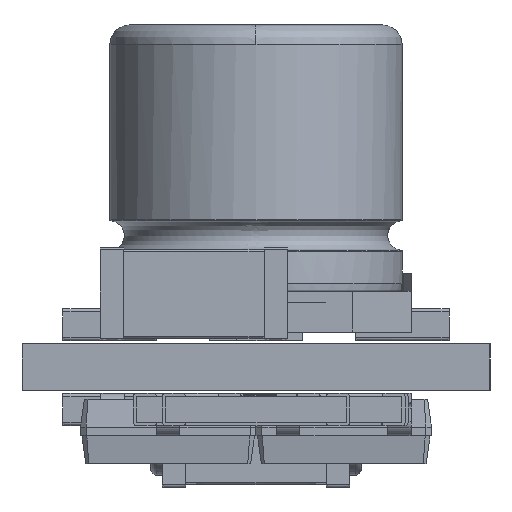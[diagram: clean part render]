
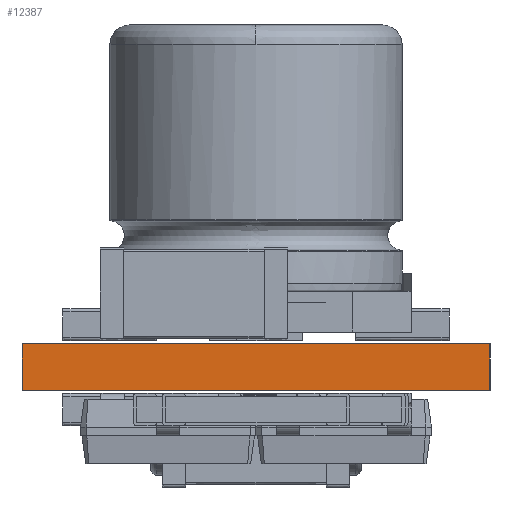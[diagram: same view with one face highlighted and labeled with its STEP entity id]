
A CAD part, left-side view. The second image highlights one B-rep face of the part: STEP entity #12387.
In plain terms, the highlighted planar face has unit normal (-1, 0, 0).
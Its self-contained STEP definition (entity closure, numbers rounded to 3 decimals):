
#12124 = EDGE_CURVE('',#12125,#12127,#12129,.T.);
#12125 = VERTEX_POINT('',#12126);
#12126 = CARTESIAN_POINT('',(0.,8.,0.));
#12127 = VERTEX_POINT('',#12128);
#12128 = CARTESIAN_POINT('',(0.,8.,0.8));
#12129 = SURFACE_CURVE('',#12130,(#12134,#12146),.PCURVE_S1.);
#12130 = LINE('',#12131,#12132);
#12131 = CARTESIAN_POINT('',(0.,8.,0.));
#12132 = VECTOR('',#12133,1.);
#12133 = DIRECTION('',(0.,0.,1.));
#12134 = PCURVE('',#12135,#12140);
#12135 = PLANE('',#12136);
#12136 = AXIS2_PLACEMENT_3D('',#12137,#12138,#12139);
#12137 = CARTESIAN_POINT('',(0.,8.,0.));
#12138 = DIRECTION('',(0.,1.,0.));
#12139 = DIRECTION('',(1.,0.,0.));
#12140 = DEFINITIONAL_REPRESENTATION('',(#12141),#12145);
#12141 = LINE('',#12142,#12143);
#12142 = CARTESIAN_POINT('',(0.,0.));
#12143 = VECTOR('',#12144,1.);
#12144 = DIRECTION('',(0.,-1.));
#12145 = ( GEOMETRIC_REPRESENTATION_CONTEXT(2) 
PARAMETRIC_REPRESENTATION_CONTEXT() REPRESENTATION_CONTEXT('2D SPACE',''
  ) );
#12146 = PCURVE('',#12147,#12152);
#12147 = PLANE('',#12148);
#12148 = AXIS2_PLACEMENT_3D('',#12149,#12150,#12151);
#12149 = CARTESIAN_POINT('',(0.,0.,0.));
#12150 = DIRECTION('',(-1.,0.,0.));
#12151 = DIRECTION('',(0.,1.,0.));
#12152 = DEFINITIONAL_REPRESENTATION('',(#12153),#12157);
#12153 = LINE('',#12154,#12155);
#12154 = CARTESIAN_POINT('',(8.,0.));
#12155 = VECTOR('',#12156,1.);
#12156 = DIRECTION('',(0.,-1.));
#12157 = ( GEOMETRIC_REPRESENTATION_CONTEXT(2) 
PARAMETRIC_REPRESENTATION_CONTEXT() REPRESENTATION_CONTEXT('2D SPACE',''
  ) );
#12175 = PLANE('',#12176);
#12176 = AXIS2_PLACEMENT_3D('',#12177,#12178,#12179);
#12177 = CARTESIAN_POINT('',(29.75,4.,0.8));
#12178 = DIRECTION('',(-0.,-0.,-1.));
#12179 = DIRECTION('',(-1.,0.,0.));
#12229 = PLANE('',#12230);
#12230 = AXIS2_PLACEMENT_3D('',#12231,#12232,#12233);
#12231 = CARTESIAN_POINT('',(29.75,4.,0.));
#12232 = DIRECTION('',(-0.,-0.,-1.));
#12233 = DIRECTION('',(-1.,0.,0.));
#12284 = PLANE('',#12285);
#12285 = AXIS2_PLACEMENT_3D('',#12286,#12287,#12288);
#12286 = CARTESIAN_POINT('',(59.5,0.,0.));
#12287 = DIRECTION('',(0.,-1.,0.));
#12288 = DIRECTION('',(-1.,0.,0.));
#12322 = VERTEX_POINT('',#12323);
#12323 = CARTESIAN_POINT('',(0.,0.,0.8));
#12344 = EDGE_CURVE('',#12345,#12322,#12347,.T.);
#12345 = VERTEX_POINT('',#12346);
#12346 = CARTESIAN_POINT('',(0.,-0.,0.));
#12347 = SURFACE_CURVE('',#12348,(#12352,#12359),.PCURVE_S1.);
#12348 = LINE('',#12349,#12350);
#12349 = CARTESIAN_POINT('',(0.,-0.,0.));
#12350 = VECTOR('',#12351,1.);
#12351 = DIRECTION('',(0.,0.,1.));
#12352 = PCURVE('',#12284,#12353);
#12353 = DEFINITIONAL_REPRESENTATION('',(#12354),#12358);
#12354 = LINE('',#12355,#12356);
#12355 = CARTESIAN_POINT('',(59.5,0.));
#12356 = VECTOR('',#12357,1.);
#12357 = DIRECTION('',(0.,-1.));
#12358 = ( GEOMETRIC_REPRESENTATION_CONTEXT(2) 
PARAMETRIC_REPRESENTATION_CONTEXT() REPRESENTATION_CONTEXT('2D SPACE',''
  ) );
#12359 = PCURVE('',#12147,#12360);
#12360 = DEFINITIONAL_REPRESENTATION('',(#12361),#12365);
#12361 = LINE('',#12362,#12363);
#12362 = CARTESIAN_POINT('',(0.,0.));
#12363 = VECTOR('',#12364,1.);
#12364 = DIRECTION('',(0.,-1.));
#12365 = ( GEOMETRIC_REPRESENTATION_CONTEXT(2) 
PARAMETRIC_REPRESENTATION_CONTEXT() REPRESENTATION_CONTEXT('2D SPACE',''
  ) );
#12387 = ADVANCED_FACE('',(#12388),#12147,.T.);
#12388 = FACE_BOUND('',#12389,.T.);
#12389 = EDGE_LOOP('',(#12390,#12391,#12412,#12413));
#12390 = ORIENTED_EDGE('',*,*,#12344,.T.);
#12391 = ORIENTED_EDGE('',*,*,#12392,.T.);
#12392 = EDGE_CURVE('',#12322,#12127,#12393,.T.);
#12393 = SURFACE_CURVE('',#12394,(#12398,#12405),.PCURVE_S1.);
#12394 = LINE('',#12395,#12396);
#12395 = CARTESIAN_POINT('',(0.,0.,0.8));
#12396 = VECTOR('',#12397,1.);
#12397 = DIRECTION('',(0.,1.,0.));
#12398 = PCURVE('',#12147,#12399);
#12399 = DEFINITIONAL_REPRESENTATION('',(#12400),#12404);
#12400 = LINE('',#12401,#12402);
#12401 = CARTESIAN_POINT('',(0.,-0.8));
#12402 = VECTOR('',#12403,1.);
#12403 = DIRECTION('',(1.,0.));
#12404 = ( GEOMETRIC_REPRESENTATION_CONTEXT(2) 
PARAMETRIC_REPRESENTATION_CONTEXT() REPRESENTATION_CONTEXT('2D SPACE',''
  ) );
#12405 = PCURVE('',#12175,#12406);
#12406 = DEFINITIONAL_REPRESENTATION('',(#12407),#12411);
#12407 = LINE('',#12408,#12409);
#12408 = CARTESIAN_POINT('',(29.75,-4.));
#12409 = VECTOR('',#12410,1.);
#12410 = DIRECTION('',(0.,1.));
#12411 = ( GEOMETRIC_REPRESENTATION_CONTEXT(2) 
PARAMETRIC_REPRESENTATION_CONTEXT() REPRESENTATION_CONTEXT('2D SPACE',''
  ) );
#12412 = ORIENTED_EDGE('',*,*,#12124,.F.);
#12413 = ORIENTED_EDGE('',*,*,#12414,.F.);
#12414 = EDGE_CURVE('',#12345,#12125,#12415,.T.);
#12415 = SURFACE_CURVE('',#12416,(#12420,#12427),.PCURVE_S1.);
#12416 = LINE('',#12417,#12418);
#12417 = CARTESIAN_POINT('',(0.,-0.,0.));
#12418 = VECTOR('',#12419,1.);
#12419 = DIRECTION('',(0.,1.,0.));
#12420 = PCURVE('',#12147,#12421);
#12421 = DEFINITIONAL_REPRESENTATION('',(#12422),#12426);
#12422 = LINE('',#12423,#12424);
#12423 = CARTESIAN_POINT('',(0.,0.));
#12424 = VECTOR('',#12425,1.);
#12425 = DIRECTION('',(1.,0.));
#12426 = ( GEOMETRIC_REPRESENTATION_CONTEXT(2) 
PARAMETRIC_REPRESENTATION_CONTEXT() REPRESENTATION_CONTEXT('2D SPACE',''
  ) );
#12427 = PCURVE('',#12229,#12428);
#12428 = DEFINITIONAL_REPRESENTATION('',(#12429),#12433);
#12429 = LINE('',#12430,#12431);
#12430 = CARTESIAN_POINT('',(29.75,-4.));
#12431 = VECTOR('',#12432,1.);
#12432 = DIRECTION('',(0.,1.));
#12433 = ( GEOMETRIC_REPRESENTATION_CONTEXT(2) 
PARAMETRIC_REPRESENTATION_CONTEXT() REPRESENTATION_CONTEXT('2D SPACE',''
  ) );
